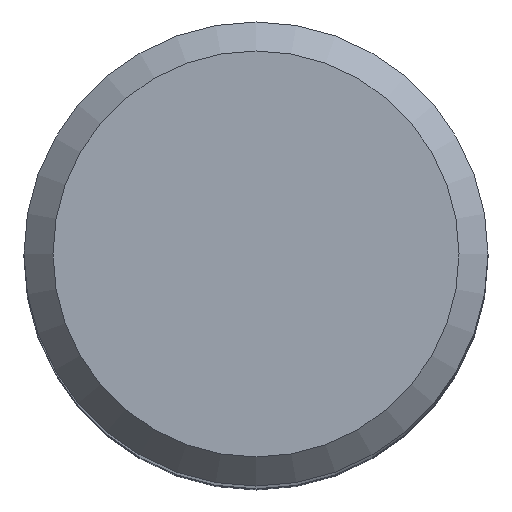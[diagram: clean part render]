
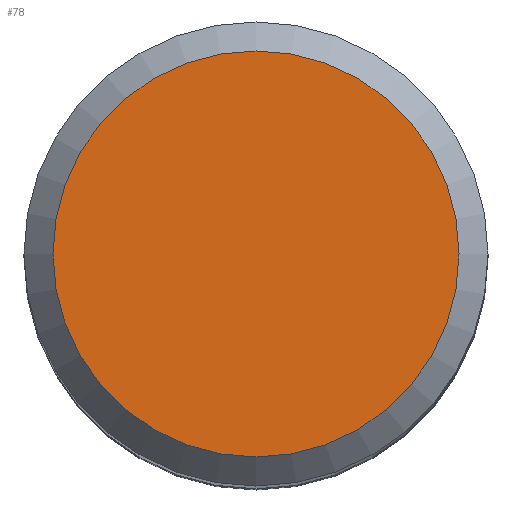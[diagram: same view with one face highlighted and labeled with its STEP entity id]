
A CAD part, top view. The second image highlights one B-rep face of the part: STEP entity #78.
In plain terms, the highlighted planar face has unit normal (0, 0, 1).
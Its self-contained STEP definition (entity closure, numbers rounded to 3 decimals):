
#59=PLANE('',#220);
#65=FACE_OUTER_BOUND('',#114,.T.);
#78=ADVANCED_FACE('',(#65),#59,.F.);
#114=EDGE_LOOP('',(#134));
#134=ORIENTED_EDGE('',*,*,#157,.T.);
#147=VERTEX_POINT('',#311);
#157=EDGE_CURVE('',#147,#147,#167,.T.);
#167=CIRCLE('',#219,7.);
#219=AXIS2_PLACEMENT_3D('',#310,#268,#269);
#220=AXIS2_PLACEMENT_3D('',#312,#270,#271);
#268=DIRECTION('',(0.,0.,1.));
#269=DIRECTION('',(1.,0.,0.));
#270=DIRECTION('',(0.,0.,-1.));
#271=DIRECTION('',(-1.,0.,0.));
#310=CARTESIAN_POINT('',(0.,0.,48.));
#311=CARTESIAN_POINT('',(7.,0.,48.));
#312=CARTESIAN_POINT('',(0.,7.,48.));
